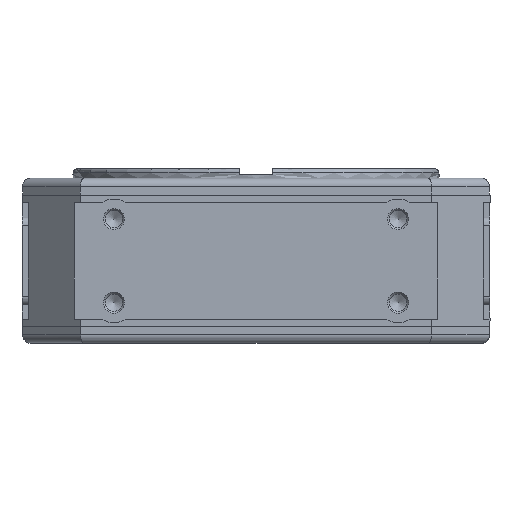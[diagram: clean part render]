
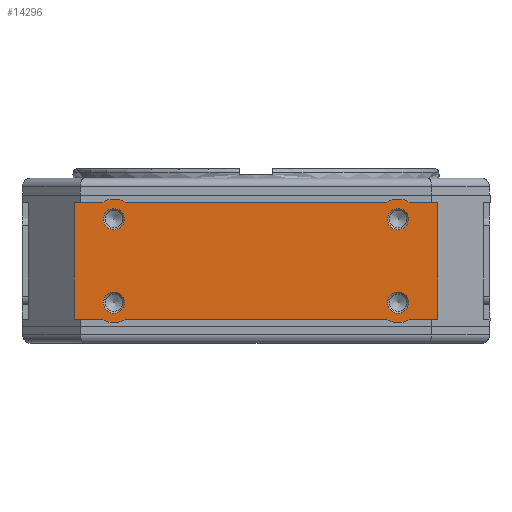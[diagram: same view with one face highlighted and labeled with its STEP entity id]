
A CAD part, front view. The second image highlights one B-rep face of the part: STEP entity #14296.
In plain terms, the highlighted planar face has unit normal (0, -1, 0).
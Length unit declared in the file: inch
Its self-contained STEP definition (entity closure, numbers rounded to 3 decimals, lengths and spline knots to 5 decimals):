
#269 = AXIS2_PLACEMENT_3D ( 'NONE', #4222, #4180, #4174 ) ;
#754 = ORIENTED_EDGE ( 'NONE', *, *, #13931, .F. ) ;
#938 = CIRCLE ( 'NONE', #14940, 0.3 ) ;
#1648 = AXIS2_PLACEMENT_3D ( 'NONE', #10305, #10289, #10284 ) ;
#1966 = CIRCLE ( 'NONE', #24266, 0.1575 ) ;
#2200 = EDGE_CURVE ( 'NONE', #11583, #11583, #1966, .T. ) ;
#2232 = CIRCLE ( 'NONE', #22328, 0.3 ) ;
#2491 = CARTESIAN_POINT ( 'NONE',  ( -2.719, -3.406, 0.875 ) ) ;
#2615 = DIRECTION ( 'NONE',  ( -1., 0., 0. ) ) ;
#2635 = CARTESIAN_POINT ( 'NONE',  ( 3.5, -3.406, -0.875 ) ) ;
#2642 = LINE ( 'NONE', #2635, #11431 ) ;
#2775 = VERTEX_POINT ( 'NONE', #3390 ) ;
#2778 = EDGE_CURVE ( 'NONE', #13578, #17170, #3359, .T. ) ;
#2910 = ORIENTED_EDGE ( 'NONE', *, *, #3756, .F. ) ;
#3064 = EDGE_CURVE ( 'NONE', #18886, #5856, #4474, .T. ) ;
#3158 = VECTOR ( 'NONE', #3328, 39.37008 ) ;
#3213 = CARTESIAN_POINT ( 'NONE',  ( -2.29083, -3.406, -0.875 ) ) ;
#3328 = DIRECTION ( 'NONE',  ( 0., 0., 1. ) ) ;
#3330 = CARTESIAN_POINT ( 'NONE',  ( 2.719, -3.406, 0.9815 ) ) ;
#3359 = LINE ( 'NONE', #3330, #3158 ) ;
#3390 = CARTESIAN_POINT ( 'NONE',  ( -1.95917, -3.406, 0.875 ) ) ;
#3556 = CIRCLE ( 'NONE', #17461, 0.1575 ) ;
#3756 = EDGE_CURVE ( 'NONE', #4002, #4002, #14197, .T. ) ;
#3875 = CARTESIAN_POINT ( 'NONE',  ( 1.9675, -3.406, -0.625 ) ) ;
#3884 = CARTESIAN_POINT ( 'NONE',  ( 2.29083, -3.406, -0.875 ) ) ;
#4002 = VERTEX_POINT ( 'NONE', #3875 ) ;
#4174 = DIRECTION ( 'NONE',  ( -1., 0., 0. ) ) ;
#4180 = DIRECTION ( 'NONE',  ( 0., -1., 0. ) ) ;
#4222 = CARTESIAN_POINT ( 'NONE',  ( -2.125, -3.406, 0.625 ) ) ;
#4448 = EDGE_CURVE ( 'NONE', #15874, #23600, #2232, .T. ) ;
#4474 = CIRCLE ( 'NONE', #5240, 0.3 ) ;
#4754 = DIRECTION ( 'NONE',  ( -1., 0., 0. ) ) ;
#4780 = CARTESIAN_POINT ( 'NONE',  ( 3.5, -3.406, 0.875 ) ) ;
#4793 = LINE ( 'NONE', #4780, #9101 ) ;
#5011 = DIRECTION ( 'NONE',  ( -1., 0., 0. ) ) ;
#5020 = CARTESIAN_POINT ( 'NONE',  ( 3.5, -3.406, -0.875 ) ) ;
#5030 = ORIENTED_EDGE ( 'NONE', *, *, #15685, .F. ) ;
#5053 = LINE ( 'NONE', #5020, #14946 ) ;
#5064 = CARTESIAN_POINT ( 'NONE',  ( 2.719, -3.406, -0.875 ) ) ;
#5240 = AXIS2_PLACEMENT_3D ( 'NONE', #13673, #23750, #14065 ) ;
#5856 = VERTEX_POINT ( 'NONE', #7317 ) ;
#6251 = EDGE_CURVE ( 'NONE', #15874, #5856, #5053, .T. ) ;
#7317 = CARTESIAN_POINT ( 'NONE',  ( -1.95917, -3.406, -0.875 ) ) ;
#7658 = ORIENTED_EDGE ( 'NONE', *, *, #2778, .T. ) ;
#9101 = VECTOR ( 'NONE', #4754, 39.37008 ) ;
#9105 = ORIENTED_EDGE ( 'NONE', *, *, #11448, .T. ) ;
#9989 = VECTOR ( 'NONE', #17463, 39.37008 ) ;
#10272 = EDGE_CURVE ( 'NONE', #16533, #10554, #4793, .T. ) ;
#10284 = DIRECTION ( 'NONE',  ( -1., 0., 0. ) ) ;
#10289 = DIRECTION ( 'NONE',  ( 0., -1., 0. ) ) ;
#10305 = CARTESIAN_POINT ( 'NONE',  ( -2.125, -3.406, -0.625 ) ) ;
#10554 = VERTEX_POINT ( 'NONE', #2491 ) ;
#10563 = DIRECTION ( 'NONE',  ( -1., 0., 0. ) ) ;
#10582 = DIRECTION ( 'NONE',  ( 0., -1., 0. ) ) ;
#10586 = CARTESIAN_POINT ( 'NONE',  ( 2.125, -3.406, 0.625 ) ) ;
#10727 = CARTESIAN_POINT ( 'NONE',  ( 1.95917, -3.406, 0.875 ) ) ;
#11029 = CIRCLE ( 'NONE', #269, 0.3 ) ;
#11105 = DIRECTION ( 'NONE',  ( -1., 0., 0. ) ) ;
#11310 = VECTOR ( 'NONE', #20766, 39.37008 ) ;
#11359 = DIRECTION ( 'NONE',  ( 0., -1., 0. ) ) ;
#11431 = VECTOR ( 'NONE', #2615, 39.37008 ) ;
#11448 = EDGE_CURVE ( 'NONE', #17170, #17628, #20856, .T. ) ;
#11454 = EDGE_CURVE ( 'NONE', #10554, #11581, #20819, .T. ) ;
#11457 = CARTESIAN_POINT ( 'NONE',  ( 1.9675, -3.406, 0.625 ) ) ;
#11581 = VERTEX_POINT ( 'NONE', #20121 ) ;
#11583 = VERTEX_POINT ( 'NONE', #11457 ) ;
#11942 = ORIENTED_EDGE ( 'NONE', *, *, #16186, .T. ) ;
#12370 = CARTESIAN_POINT ( 'NONE',  ( -2.125, -3.406, -0.625 ) ) ;
#12400 = CARTESIAN_POINT ( 'NONE',  ( 2.29083, -3.406, 0.875 ) ) ;
#12432 = CIRCLE ( 'NONE', #1648, 0.1575 ) ;
#12491 = PLANE ( 'NONE',  #17353 ) ;
#12533 = EDGE_LOOP ( 'NONE', ( #19287, #19391, #19841, #20467, #754, #7658, #9105, #11942, #14386, #15927, #16086, #17631 ) ) ;
#12739 = FACE_BOUND ( 'NONE', #23836, .T. ) ;
#12860 = FACE_BOUND ( 'NONE', #20102, .T. ) ;
#12891 = VECTOR ( 'NONE', #20577, 39.37008 ) ;
#12983 = FACE_BOUND ( 'NONE', #15905, .T. ) ;
#12997 = AXIS2_PLACEMENT_3D ( 'NONE', #21017, #21012, #21007 ) ;
#13101 = FACE_OUTER_BOUND ( 'NONE', #12533, .T. ) ;
#13224 = FACE_BOUND ( 'NONE', #16435, .T. ) ;
#13578 = VERTEX_POINT ( 'NONE', #5064 ) ;
#13665 = EDGE_CURVE ( 'NONE', #2775, #16533, #11029, .T. ) ;
#13673 = CARTESIAN_POINT ( 'NONE',  ( -2.125, -3.406, -0.625 ) ) ;
#13931 = EDGE_CURVE ( 'NONE', #13578, #23600, #2642, .T. ) ;
#14065 = DIRECTION ( 'NONE',  ( -1., 0., 0. ) ) ;
#14197 = CIRCLE ( 'NONE', #12997, 0.1575 ) ;
#14296 = ADVANCED_FACE ( 'NONE', ( #13224, #13101, #12983, #12860, #12739 ), #12491, .T. ) ;
#14386 = ORIENTED_EDGE ( 'NONE', *, *, #19609, .T. ) ;
#14475 = CARTESIAN_POINT ( 'NONE',  ( 2.719, -3.406, 0.875 ) ) ;
#14940 = AXIS2_PLACEMENT_3D ( 'NONE', #20703, #20696, #20673 ) ;
#14946 = VECTOR ( 'NONE', #5011, 39.37008 ) ;
#15685 = EDGE_CURVE ( 'NONE', #20725, #20725, #3556, .T. ) ;
#15738 = CARTESIAN_POINT ( 'NONE',  ( -2.2825, -3.406, -0.625 ) ) ;
#15854 = VERTEX_POINT ( 'NONE', #15738 ) ;
#15874 = VERTEX_POINT ( 'NONE', #23168 ) ;
#15905 = EDGE_LOOP ( 'NONE', ( #18962 ) ) ;
#15927 = ORIENTED_EDGE ( 'NONE', *, *, #13665, .T. ) ;
#16086 = ORIENTED_EDGE ( 'NONE', *, *, #10272, .T. ) ;
#16186 = EDGE_CURVE ( 'NONE', #17628, #24189, #938, .T. ) ;
#16435 = EDGE_LOOP ( 'NONE', ( #18947 ) ) ;
#16533 = VERTEX_POINT ( 'NONE', #18756 ) ;
#16583 = DIRECTION ( 'NONE',  ( -1., 0., 0. ) ) ;
#16608 = DIRECTION ( 'NONE',  ( 0., -1., 0. ) ) ;
#16634 = CARTESIAN_POINT ( 'NONE',  ( 2.125, -3.406, -0.625 ) ) ;
#17170 = VERTEX_POINT ( 'NONE', #14475 ) ;
#17353 = AXIS2_PLACEMENT_3D ( 'NONE', #12370, #11359, #11105 ) ;
#17461 = AXIS2_PLACEMENT_3D ( 'NONE', #24252, #24237, #24231 ) ;
#17463 = DIRECTION ( 'NONE',  ( -1., 0., 0. ) ) ;
#17467 = CARTESIAN_POINT ( 'NONE',  ( 3.5, -3.406, -0.875 ) ) ;
#17490 = LINE ( 'NONE', #17467, #9989 ) ;
#17628 = VERTEX_POINT ( 'NONE', #12400 ) ;
#17631 = ORIENTED_EDGE ( 'NONE', *, *, #11454, .T. ) ;
#17994 = EDGE_CURVE ( 'NONE', #15854, #15854, #12432, .T. ) ;
#18756 = CARTESIAN_POINT ( 'NONE',  ( -2.29083, -3.406, 0.875 ) ) ;
#18886 = VERTEX_POINT ( 'NONE', #3213 ) ;
#18947 = ORIENTED_EDGE ( 'NONE', *, *, #17994, .F. ) ;
#18962 = ORIENTED_EDGE ( 'NONE', *, *, #2200, .F. ) ;
#19287 = ORIENTED_EDGE ( 'NONE', *, *, #21800, .F. ) ;
#19391 = ORIENTED_EDGE ( 'NONE', *, *, #3064, .T. ) ;
#19609 = EDGE_CURVE ( 'NONE', #24189, #2775, #20631, .T. ) ;
#19841 = ORIENTED_EDGE ( 'NONE', *, *, #6251, .F. ) ;
#20102 = EDGE_LOOP ( 'NONE', ( #2910 ) ) ;
#20121 = CARTESIAN_POINT ( 'NONE',  ( -2.719, -3.406, -0.875 ) ) ;
#20467 = ORIENTED_EDGE ( 'NONE', *, *, #4448, .T. ) ;
#20577 = DIRECTION ( 'NONE',  ( -1., 0., 0. ) ) ;
#20582 = CARTESIAN_POINT ( 'NONE',  ( 3.5, -3.406, 0.875 ) ) ;
#20631 = LINE ( 'NONE', #20582, #12891 ) ;
#20673 = DIRECTION ( 'NONE',  ( -1., 0., 0. ) ) ;
#20689 = CARTESIAN_POINT ( 'NONE',  ( -2.2825, -3.406, 0.625 ) ) ;
#20696 = DIRECTION ( 'NONE',  ( 0., -1., 0. ) ) ;
#20703 = CARTESIAN_POINT ( 'NONE',  ( 2.125, -3.406, 0.625 ) ) ;
#20725 = VERTEX_POINT ( 'NONE', #20689 ) ;
#20766 = DIRECTION ( 'NONE',  ( 0., 0., -1. ) ) ;
#20802 = CARTESIAN_POINT ( 'NONE',  ( -2.719, -3.406, 0.9815 ) ) ;
#20819 = LINE ( 'NONE', #20802, #11310 ) ;
#20830 = DIRECTION ( 'NONE',  ( -1., 0., 0. ) ) ;
#20849 = CARTESIAN_POINT ( 'NONE',  ( 3.5, -3.406, 0.875 ) ) ;
#20856 = LINE ( 'NONE', #20849, #21889 ) ;
#21007 = DIRECTION ( 'NONE',  ( -1., 0., 0. ) ) ;
#21012 = DIRECTION ( 'NONE',  ( 0., -1., 0. ) ) ;
#21017 = CARTESIAN_POINT ( 'NONE',  ( 2.125, -3.406, -0.625 ) ) ;
#21800 = EDGE_CURVE ( 'NONE', #18886, #11581, #17490, .T. ) ;
#21889 = VECTOR ( 'NONE', #20830, 39.37008 ) ;
#22328 = AXIS2_PLACEMENT_3D ( 'NONE', #16634, #16608, #16583 ) ;
#23168 = CARTESIAN_POINT ( 'NONE',  ( 1.95917, -3.406, -0.875 ) ) ;
#23600 = VERTEX_POINT ( 'NONE', #3884 ) ;
#23750 = DIRECTION ( 'NONE',  ( 0., -1., 0. ) ) ;
#23836 = EDGE_LOOP ( 'NONE', ( #5030 ) ) ;
#24189 = VERTEX_POINT ( 'NONE', #10727 ) ;
#24231 = DIRECTION ( 'NONE',  ( -1., 0., 0. ) ) ;
#24237 = DIRECTION ( 'NONE',  ( 0., -1., 0. ) ) ;
#24252 = CARTESIAN_POINT ( 'NONE',  ( -2.125, -3.406, 0.625 ) ) ;
#24266 = AXIS2_PLACEMENT_3D ( 'NONE', #10586, #10582, #10563 ) ;
